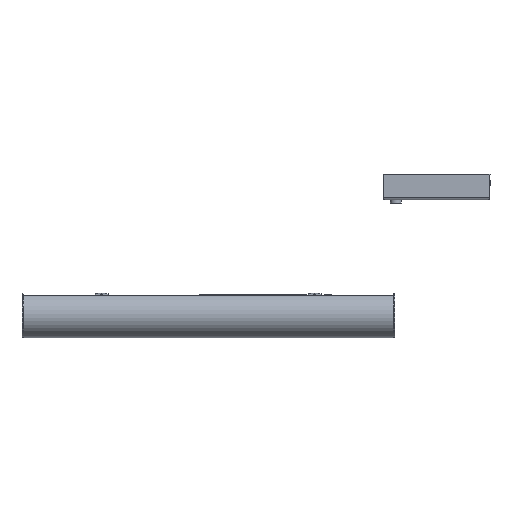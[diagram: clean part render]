
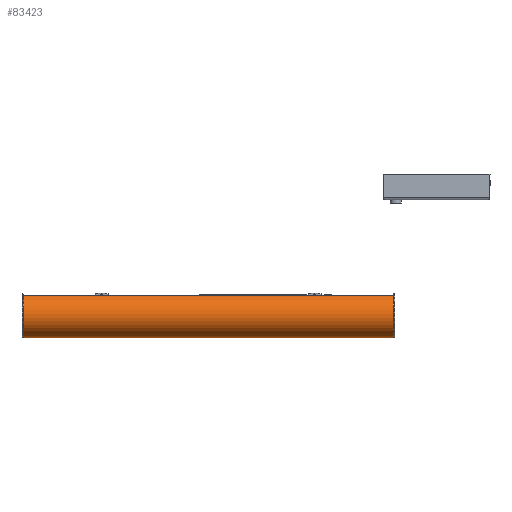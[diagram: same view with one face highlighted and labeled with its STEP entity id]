
A CAD part, left-side view. The second image highlights one B-rep face of the part: STEP entity #83423.
In plain terms, the highlighted cylindrical face has radius 35 mm (diameter 70 mm), a partial arc.
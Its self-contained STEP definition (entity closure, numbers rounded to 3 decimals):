
#3111=CYLINDRICAL_SURFACE('',#88384,35.);
#4454=FACE_OUTER_BOUND('',#9319,.T.);
#9319=EDGE_LOOP('',(#55128,#55129,#55130,#55131));
#14477=LINE('',#121237,#22276);
#14496=LINE('',#121273,#22295);
#22276=VECTOR('',#96770,10.);
#22295=VECTOR('',#96823,10.);
#30047=CIRCLE('',#88321,35.);
#30065=CIRCLE('',#88340,35.);
#33703=VERTEX_POINT('',#121115);
#33704=VERTEX_POINT('',#121117);
#33737=VERTEX_POINT('',#121184);
#33738=VERTEX_POINT('',#121186);
#41907=EDGE_CURVE('',#33703,#33704,#30047,.T.);
#41941=EDGE_CURVE('',#33737,#33738,#30065,.T.);
#41967=EDGE_CURVE('',#33738,#33703,#14477,.T.);
#41986=EDGE_CURVE('',#33704,#33737,#14496,.T.);
#55128=ORIENTED_EDGE('',*,*,#41986,.F.);
#55129=ORIENTED_EDGE('',*,*,#41907,.F.);
#55130=ORIENTED_EDGE('',*,*,#41967,.F.);
#55131=ORIENTED_EDGE('',*,*,#41941,.F.);
#83423=ADVANCED_FACE('',(#4454),#3111,.T.);
#88321=AXIS2_PLACEMENT_3D('',#121118,#96665,#96666);
#88340=AXIS2_PLACEMENT_3D('',#121187,#96719,#96720);
#88384=AXIS2_PLACEMENT_3D('',#121292,#96851,#96852);
#96665=DIRECTION('center_axis',(0.,-1.,0.));
#96666=DIRECTION('ref_axis',(-0.423,0.,-0.906));
#96719=DIRECTION('center_axis',(0.,1.,0.));
#96720=DIRECTION('ref_axis',(-0.423,0.,-0.906));
#96770=DIRECTION('',(0.,-1.,0.));
#96823=DIRECTION('',(0.,1.,0.));
#96851=DIRECTION('center_axis',(0.,1.,0.));
#96852=DIRECTION('ref_axis',(0.,0.,-1.));
#121115=CARTESIAN_POINT('',(-14.809,-291.,31.713));
#121117=CARTESIAN_POINT('',(14.809,-291.,31.713));
#121118=CARTESIAN_POINT('Origin',(0.,-291.,0.));
#121184=CARTESIAN_POINT('',(14.809,291.,31.713));
#121186=CARTESIAN_POINT('',(-14.809,291.,31.713));
#121187=CARTESIAN_POINT('Origin',(0.,291.,0.));
#121237=CARTESIAN_POINT('',(-14.809,0.,31.713));
#121273=CARTESIAN_POINT('',(14.809,0.,31.713));
#121292=CARTESIAN_POINT('Origin',(0.,0.,0.));
